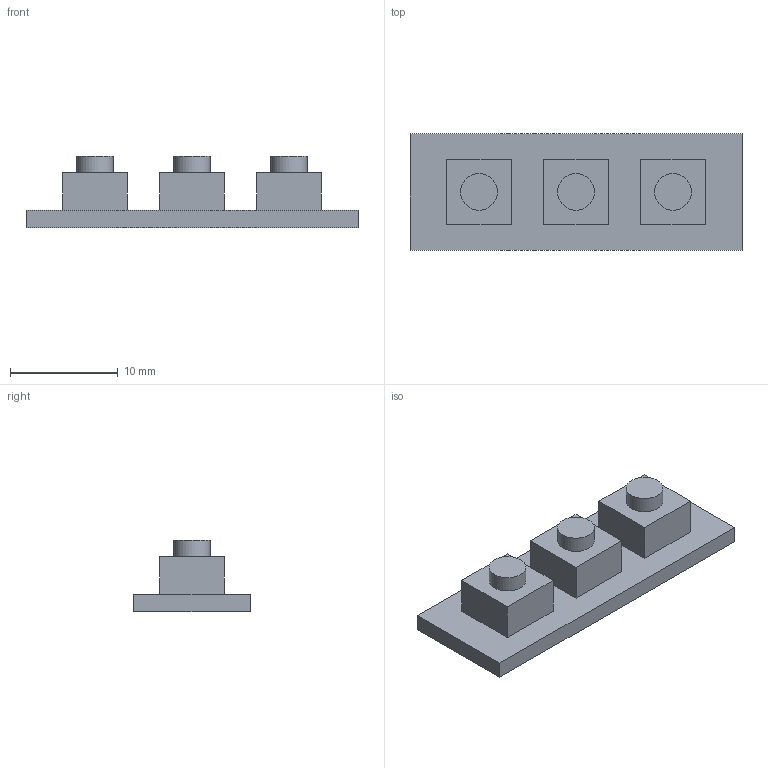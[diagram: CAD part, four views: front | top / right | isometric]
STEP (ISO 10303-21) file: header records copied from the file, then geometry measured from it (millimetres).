
FILE_DESCRIPTION(('FreeCAD Model'),'2;1');
FILE_NAME('buttons.step','2015-07-08T10:22:09',('Author'),(''), 'Open CASCADE STEP processor 6.8','FreeCAD','Unknown');
FILE_SCHEMA(('AUTOMOTIVE_DESIGN_CC2 { 1 2 10303 214 -1 1 5 4 }'));
Length unit declared in the file: millimetre
Products named in the file (2): ASSEMBLY; buttons
Assembly tree (1 placements, depth 2):
  ASSEMBLY
    buttons
Bounding box: 30.8 x 10.8 x 6.6 mm (x, y, z)
Volume: 951.1 mm3; surface area: 1098.5 mm2
Topology: 1 solids, 1 shells, 27 faces, 57 edges, 38 vertices
Faces by surface type: plane 24, cylinder 3
Full cylindrical faces by diameter (mm): 3.4 x3
Entity records: 1688 total; most frequent: CARTESIAN_POINT 256, DIRECTION 232, LINE 159, VECTOR 159, ORIENTED_EDGE 114, PCURVE 114, DEFINITIONAL_REPRESENTATION 114, EDGE_CURVE 57
